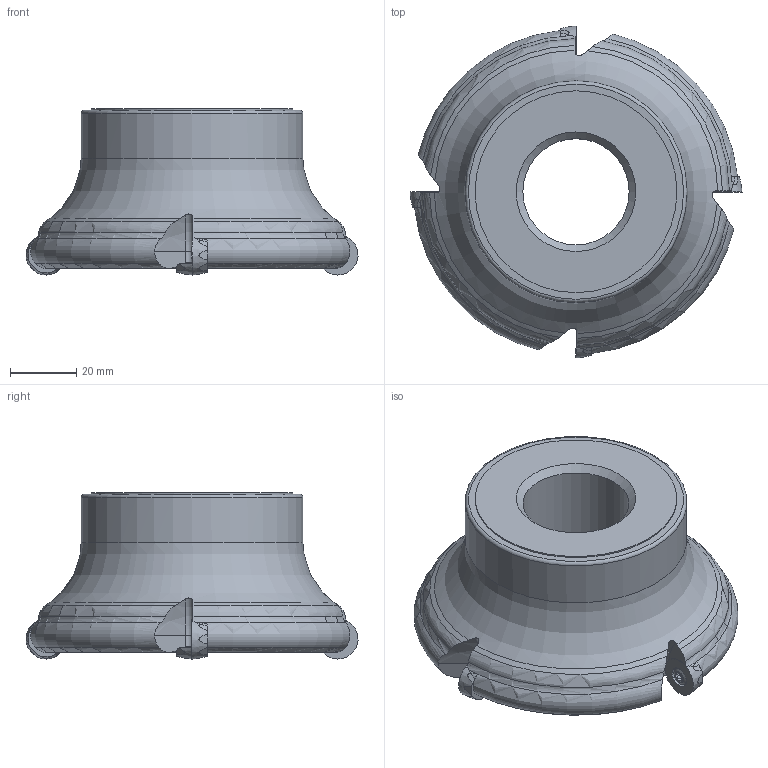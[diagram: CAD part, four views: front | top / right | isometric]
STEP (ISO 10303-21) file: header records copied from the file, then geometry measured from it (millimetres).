
FILE_DESCRIPTION(/* description */ (''),/* implementation_level */ '2;1');
FILE_NAME(/* name */ '1543374781685.stp',/* time_stamp */ '2018-11-28T08:43:13+05:00',/* author */ (''),/* organization */ ('SMS'),/* preprocessor_version */ 'ST-DEVELOPER v15',/* originating_system */ 'SIEMENS PLM Software NX 8.5',/* authorisation */ '');
FILE_SCHEMA (('AUTOMOTIVE_DESIGN { 1 0 10303 214 3 1 1 1 }'));
Length unit declared in the file: millimetre
Products named in the file (4): 201852526mod000_00; ASSEMBLY_CONSTRUCTION; 201917564mod000_00; 201917563mod000_00
Assembly tree (6 placements, depth 2):
  201917563mod000_00
    201917564mod000_00
    ASSEMBLY_CONSTRUCTION
    201852526mod000_00  x4
Bounding box: 99.99 x 99.99 x 50 mm (x, y, z)
Volume: 155987.1 mm3; surface area: 29237.8 mm2
Topology: 5 solids, 5 shells, 320 faces, 830 edges, 543 vertices
Faces by surface type: plane 136, cone 67, extrusion 48, torus 41, cylinder 24, sphere 4
Full cylindrical faces by diameter (mm): 3.5 x4, 4 x4, 5.25 x4, 32.013 x1, 45 x1, 60.8 x1, 66.8 x1
Entity records: 11045 total; most frequent: CARTESIAN_POINT 4393, ORIENTED_EDGE 1322, DIRECTION 1312, EDGE_CURVE 661, AXIS2_PLACEMENT_3D 548, VERTEX_POINT 445, EDGE_LOOP 336, ADVANCED_FACE 278
